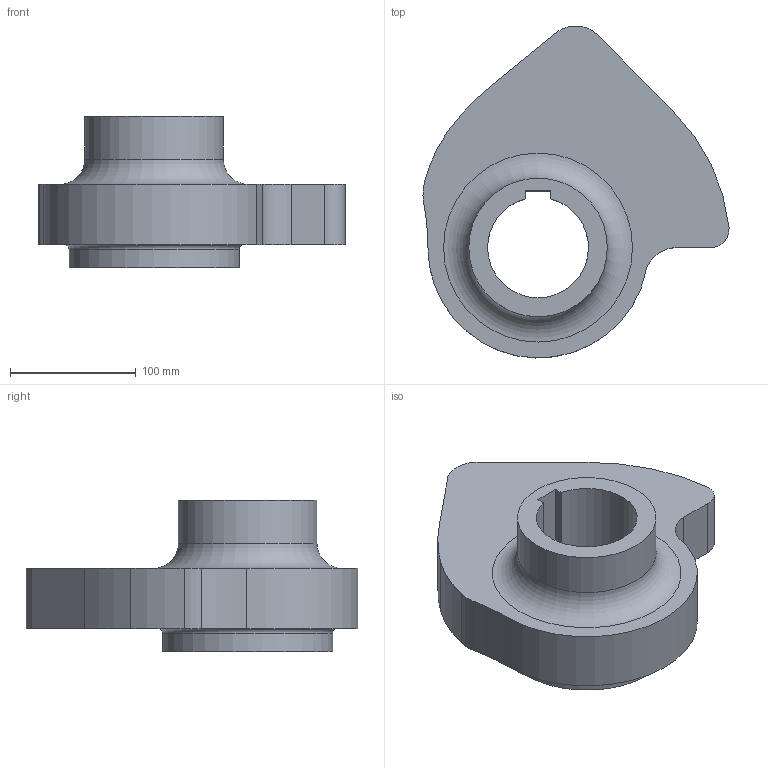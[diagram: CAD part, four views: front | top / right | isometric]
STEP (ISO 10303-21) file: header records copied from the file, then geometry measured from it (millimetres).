
FILE_DESCRIPTION(('STEP AP214'),'1');
FILE_NAME('cam2.stp','2023-08-28T11:16:45',(' '),(' '),'Spatial InterOp 3D',' ',' ');
FILE_SCHEMA(('AUTOMOTIVE_DESIGN { 1 0 10303 214 1 1 1 1 }'));
Length unit declared in the file: millimetre
Products named in the file (1): 1
Bounding box: 242.94 x 263.45 x 120.01 mm (x, y, z)
Volume: 2213845.1 mm3; surface area: 166480.8 mm2
Topology: 1 solids, 1 shells, 27 faces, 69 edges, 46 vertices
Faces by surface type: cylinder 14, plane 11, torus 2
Full cylindrical faces by diameter (mm): 110 x1, 135 x1
Entity records: 814 total; most frequent: DIRECTION 149, CARTESIAN_POINT 135, ORIENTED_EDGE 126, EDGE_CURVE 63, AXIS2_PLACEMENT_3D 58, VERTEX_POINT 44, EDGE_LOOP 35, LINE 33
